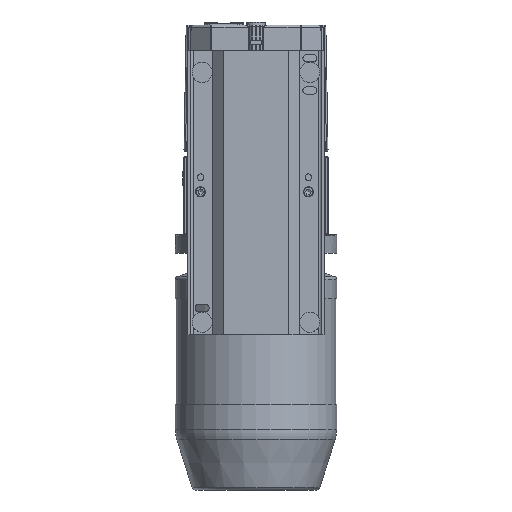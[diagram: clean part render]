
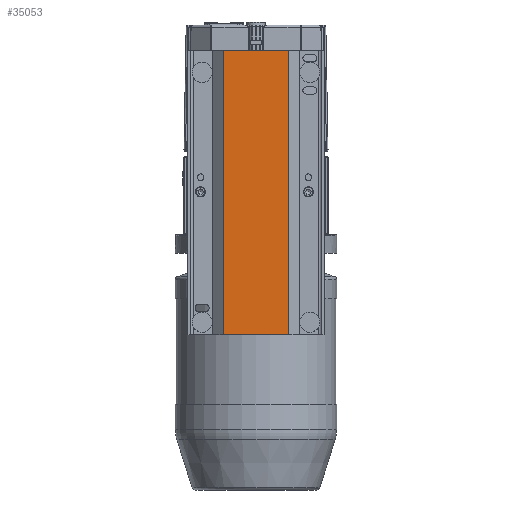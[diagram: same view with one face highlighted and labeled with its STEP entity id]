
A CAD part, front view. The second image highlights one B-rep face of the part: STEP entity #35053.
In plain terms, the highlighted planar face has unit normal (0, -1, 0).
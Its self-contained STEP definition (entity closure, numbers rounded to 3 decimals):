
#4607=FACE_OUTER_BOUND('',#6846,.T.);
#6846=EDGE_LOOP('',(#28852,#28853,#28854,#28855));
#10585=LINE('',#68934,#12793);
#10595=LINE('',#68955,#12803);
#10597=LINE('',#68959,#12805);
#10598=LINE('',#68960,#12806);
#12793=VECTOR('',#46723,65.071);
#12803=VECTOR('',#46745,282.);
#12805=VECTOR('',#46749,282.);
#12806=VECTOR('',#46750,65.071);
#15595=VERTEX_POINT('',#68931);
#15596=VERTEX_POINT('',#68933);
#15601=VERTEX_POINT('',#68954);
#15602=VERTEX_POINT('',#68958);
#20154=EDGE_CURVE('',#15596,#15595,#10585,.T.);
#20165=EDGE_CURVE('',#15601,#15596,#10595,.T.);
#20167=EDGE_CURVE('',#15602,#15595,#10597,.T.);
#20168=EDGE_CURVE('',#15601,#15602,#10598,.T.);
#28852=ORIENTED_EDGE('',*,*,#20154,.T.);
#28853=ORIENTED_EDGE('',*,*,#20167,.F.);
#28854=ORIENTED_EDGE('',*,*,#20168,.F.);
#28855=ORIENTED_EDGE('',*,*,#20165,.T.);
#30945=PLANE('',#38421);
#35053=ADVANCED_FACE('',(#4607),#30945,.T.);
#38421=AXIS2_PLACEMENT_3D('',#68957,#46747,#46748);
#46723=DIRECTION('',(-1.,0.,0.));
#46745=DIRECTION('',(0.,0.,1.));
#46747=DIRECTION('center_axis',(0.,-1.,0.));
#46748=DIRECTION('ref_axis',(1.,0.,0.));
#46749=DIRECTION('',(0.,0.,1.));
#46750=DIRECTION('',(-1.,0.,0.));
#68931=CARTESIAN_POINT('',(-32.536,-87.,103.5));
#68933=CARTESIAN_POINT('',(32.536,-87.,103.5));
#68934=CARTESIAN_POINT('',(32.536,-87.,103.5));
#68954=CARTESIAN_POINT('',(32.536,-87.,-178.5));
#68955=CARTESIAN_POINT('',(32.536,-87.,-178.5));
#68957=CARTESIAN_POINT('Origin',(32.536,-87.,-178.5));
#68958=CARTESIAN_POINT('',(-32.536,-87.,-178.5));
#68959=CARTESIAN_POINT('',(-32.536,-87.,-178.5));
#68960=CARTESIAN_POINT('',(32.536,-87.,-178.5));
